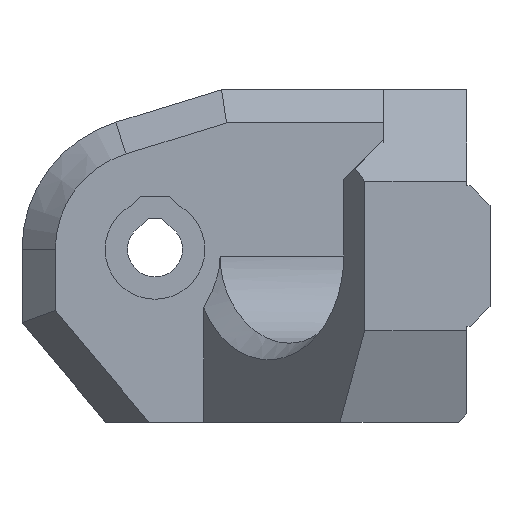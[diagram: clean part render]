
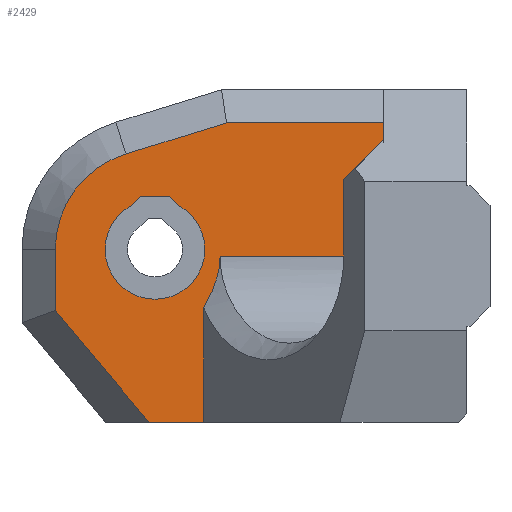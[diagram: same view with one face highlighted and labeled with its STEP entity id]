
A CAD part, front view. The second image highlights one B-rep face of the part: STEP entity #2429.
In plain terms, the highlighted planar face has unit normal (0, -1, 0).
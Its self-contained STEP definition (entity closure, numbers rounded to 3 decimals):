
#37=FACE_BOUND('',#261,.T.);
#48=B_SPLINE_CURVE_WITH_KNOTS('',3,(#3544,#3545,#3546,#3547,#3548,#3549,
#3550,#3551,#3552,#3553,#3554,#3555,#3556,#3557),.UNSPECIFIED.,.F.,.F.,
(4,2,2,2,2,2,4),(0.,0.039,0.16,0.296,
0.316,0.326,0.331),.UNSPECIFIED.);
#58=CIRCLE('',#2594,6.);
#59=CIRCLE('',#2597,3.);
#119=FACE_OUTER_BOUND('',#260,.T.);
#260=EDGE_LOOP('',(#1836,#1837,#1838,#1839,#1840,#1841,#1842,#1843,#1844,
#1845));
#261=EDGE_LOOP('',(#1846,#1847,#1848,#1849));
#408=LINE('',#3580,#727);
#429=LINE('',#3623,#748);
#483=LINE('',#3733,#802);
#504=LINE('',#3777,#823);
#507=LINE('',#3782,#826);
#509=LINE('',#3786,#828);
#514=LINE('',#3798,#833);
#515=LINE('',#3800,#834);
#516=LINE('',#3805,#835);
#517=LINE('',#3807,#836);
#518=LINE('',#3808,#837);
#727=VECTOR('',#2784,10.);
#748=VECTOR('',#2815,10.);
#802=VECTOR('',#2897,10.);
#823=VECTOR('',#2942,10.);
#826=VECTOR('',#2947,10.);
#828=VECTOR('',#2951,10.);
#833=VECTOR('',#2964,10.);
#834=VECTOR('',#2967,10.);
#835=VECTOR('',#2970,10.);
#836=VECTOR('',#2971,10.);
#837=VECTOR('',#2972,10.);
#1036=VERTEX_POINT('',#3542);
#1037=VERTEX_POINT('',#3543);
#1039=VERTEX_POINT('',#3578);
#1055=VERTEX_POINT('',#3620);
#1056=VERTEX_POINT('',#3622);
#1108=VERTEX_POINT('',#3775);
#1109=VERTEX_POINT('',#3776);
#1110=VERTEX_POINT('',#3781);
#1111=VERTEX_POINT('',#3785);
#1113=VERTEX_POINT('',#3791);
#1115=VERTEX_POINT('',#3801);
#1116=VERTEX_POINT('',#3802);
#1117=VERTEX_POINT('',#3804);
#1118=VERTEX_POINT('',#3806);
#1273=EDGE_CURVE('',#1036,#1037,#48,.T.);
#1278=EDGE_CURVE('',#1039,#1037,#408,.T.);
#1299=EDGE_CURVE('',#1055,#1056,#429,.T.);
#1356=EDGE_CURVE('',#1055,#1036,#483,.T.);
#1378=EDGE_CURVE('',#1108,#1109,#504,.T.);
#1381=EDGE_CURVE('',#1056,#1110,#507,.T.);
#1383=EDGE_CURVE('',#1110,#1111,#509,.T.);
#1388=EDGE_CURVE('',#1111,#1113,#58,.T.);
#1390=EDGE_CURVE('',#1113,#1108,#514,.T.);
#1391=EDGE_CURVE('',#1039,#1109,#515,.T.);
#1392=EDGE_CURVE('',#1115,#1116,#59,.T.);
#1393=EDGE_CURVE('',#1116,#1117,#516,.T.);
#1394=EDGE_CURVE('',#1117,#1118,#517,.T.);
#1395=EDGE_CURVE('',#1118,#1115,#518,.T.);
#1836=ORIENTED_EDGE('',*,*,#1278,.F.);
#1837=ORIENTED_EDGE('',*,*,#1391,.T.);
#1838=ORIENTED_EDGE('',*,*,#1378,.F.);
#1839=ORIENTED_EDGE('',*,*,#1390,.F.);
#1840=ORIENTED_EDGE('',*,*,#1388,.F.);
#1841=ORIENTED_EDGE('',*,*,#1383,.F.);
#1842=ORIENTED_EDGE('',*,*,#1381,.F.);
#1843=ORIENTED_EDGE('',*,*,#1299,.F.);
#1844=ORIENTED_EDGE('',*,*,#1356,.T.);
#1845=ORIENTED_EDGE('',*,*,#1273,.T.);
#1846=ORIENTED_EDGE('',*,*,#1392,.T.);
#1847=ORIENTED_EDGE('',*,*,#1393,.T.);
#1848=ORIENTED_EDGE('',*,*,#1394,.T.);
#1849=ORIENTED_EDGE('',*,*,#1395,.T.);
#2298=PLANE('',#2596);
#2429=ADVANCED_FACE('',(#119,#37),#2298,.F.);
#2594=AXIS2_PLACEMENT_3D('',#3795,#2959,#2960);
#2596=AXIS2_PLACEMENT_3D('',#3799,#2965,#2966);
#2597=AXIS2_PLACEMENT_3D('',#3803,#2968,#2969);
#2784=DIRECTION('',(-1.,0.,0.));
#2815=DIRECTION('',(-1.,0.,0.));
#2897=DIRECTION('',(0.,0.,1.));
#2942=DIRECTION('',(1.,0.,0.));
#2947=DIRECTION('',(-0.643,0.,0.766));
#2951=DIRECTION('',(0.,0.,1.));
#2959=DIRECTION('center_axis',(0.,1.,0.));
#2960=DIRECTION('ref_axis',(-1.,0.,0.));
#2964=DIRECTION('',(0.956,0.,0.294));
#2965=DIRECTION('center_axis',(0.,1.,0.));
#2966=DIRECTION('ref_axis',(1.,0.,0.));
#2967=DIRECTION('',(0.,0.,1.));
#2968=DIRECTION('center_axis',(0.,1.,0.));
#2969=DIRECTION('ref_axis',(1.,0.,0.));
#2970=DIRECTION('',(0.707,0.,0.707));
#2971=DIRECTION('',(1.,0.,0.));
#2972=DIRECTION('',(0.707,0.,-0.707));
#3542=CARTESIAN_POINT('',(2.917,0.,-3.516));
#3543=CARTESIAN_POINT('',(3.917,0.,-0.4));
#3544=CARTESIAN_POINT('Ctrl Pts',(2.917,0.,
-3.516));
#3545=CARTESIAN_POINT('Ctrl Pts',(2.984,0.,
-3.404));
#3546=CARTESIAN_POINT('Ctrl Pts',(3.049,0.,
-3.29));
#3547=CARTESIAN_POINT('Ctrl Pts',(3.305,0.,
-2.821));
#3548=CARTESIAN_POINT('Ctrl Pts',(3.482,0.,
-2.45));
#3549=CARTESIAN_POINT('Ctrl Pts',(3.771,0.,
-1.639));
#3550=CARTESIAN_POINT('Ctrl Pts',(3.869,0.,
-1.208));
#3551=CARTESIAN_POINT('Ctrl Pts',(3.909,0.,
-0.689));
#3552=CARTESIAN_POINT('Ctrl Pts',(3.912,0.,
-0.621));
#3553=CARTESIAN_POINT('Ctrl Pts',(3.916,0.,
-0.521));
#3554=CARTESIAN_POINT('Ctrl Pts',(3.916,0.,
-0.49));
#3555=CARTESIAN_POINT('Ctrl Pts',(3.917,0.,
-0.439));
#3556=CARTESIAN_POINT('Ctrl Pts',(3.917,0.,
-0.419));
#3557=CARTESIAN_POINT('Ctrl Pts',(3.917,0.,-0.4));
#3578=CARTESIAN_POINT('',(13.75,0.,-0.4));
#3580=CARTESIAN_POINT('',(13.75,0.,-0.4));
#3620=CARTESIAN_POINT('',(2.917,0.,-10.4));
#3622=CARTESIAN_POINT('',(-0.355,0.,-10.4));
#3623=CARTESIAN_POINT('',(18.75,0.,-10.4));
#3733=CARTESIAN_POINT('',(2.917,0.,-5.4));
#3775=CARTESIAN_POINT('',(4.301,0.,7.6));
#3776=CARTESIAN_POINT('',(13.75,0.,7.6));
#3777=CARTESIAN_POINT('',(3.438,0.,7.6));
#3781=CARTESIAN_POINT('',(-6.,0.,-3.672));
#3782=CARTESIAN_POINT('',(-2.689,0.,-7.618));
#3785=CARTESIAN_POINT('',(-6.,0.,0.));
#3786=CARTESIAN_POINT('',(-6.,0.,-2.4));
#3791=CARTESIAN_POINT('',(-1.764,0.,5.735));
#3795=CARTESIAN_POINT('Origin',(0.,0.,0.));
#3798=CARTESIAN_POINT('',(-0.507,0.,6.122));
#3799=CARTESIAN_POINT('Origin',(2.875,0.,-0.4));
#3800=CARTESIAN_POINT('',(13.75,0.,-0.7));
#3801=CARTESIAN_POINT('',(1.5,0.,2.598));
#3802=CARTESIAN_POINT('',(-1.5,0.,2.598));
#3803=CARTESIAN_POINT('Origin',(0.,0.,0.));
#3804=CARTESIAN_POINT('',(-0.897,0.,3.201));
#3805=CARTESIAN_POINT('',(-1.156,0.,2.942));
#3806=CARTESIAN_POINT('',(0.897,0.,3.201));
#3807=CARTESIAN_POINT('',(0.989,0.,3.201));
#3808=CARTESIAN_POINT('',(2.292,0.,1.806));
